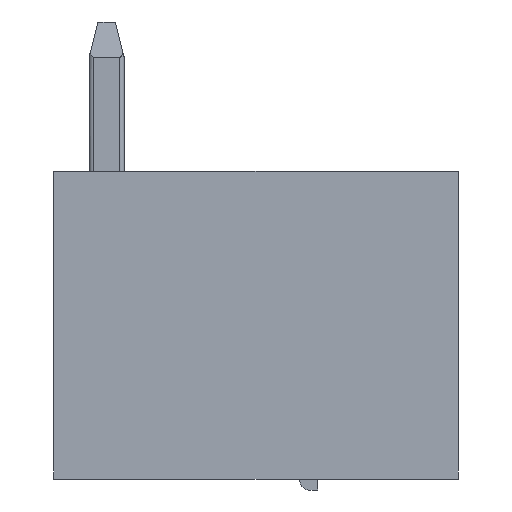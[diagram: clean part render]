
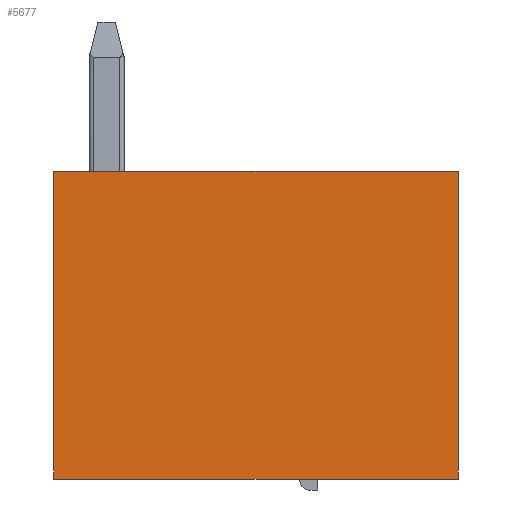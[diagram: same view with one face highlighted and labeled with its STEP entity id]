
A CAD part, front view. The second image highlights one B-rep face of the part: STEP entity #5677.
In plain terms, the highlighted planar face has unit normal (0, -1, 0).
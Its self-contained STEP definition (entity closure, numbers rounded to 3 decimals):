
#74=DIRECTION('',(0.,0.,1.));
#75=VECTOR('',#74,7.);
#76=CARTESIAN_POINT('',(0.,-4.51,-7.));
#77=LINE('',#76,#75);
#377=DIRECTION('',(0.,0.,1.));
#378=VECTOR('',#377,7.);
#379=CARTESIAN_POINT('',(9.2,-4.51,-7.));
#380=LINE('',#379,#378);
#1828=DIRECTION('',(-1.,0.,0.));
#1829=VECTOR('',#1828,9.2);
#1830=CARTESIAN_POINT('',(9.2,-4.51,0.));
#1831=LINE('',#1830,#1829);
#2011=DIRECTION('',(-1.,0.,0.));
#2012=VECTOR('',#2011,9.2);
#2013=CARTESIAN_POINT('',(9.2,-4.51,-7.));
#2014=LINE('',#2013,#2012);
#2932=CARTESIAN_POINT('',(9.2,-4.51,-7.));
#2933=CARTESIAN_POINT('',(9.2,-4.51,0.));
#2934=VERTEX_POINT('',#2932);
#2935=VERTEX_POINT('',#2933);
#2940=CARTESIAN_POINT('',(0.,-4.51,-7.));
#2941=CARTESIAN_POINT('',(0.,-4.51,0.));
#2942=VERTEX_POINT('',#2940);
#2943=VERTEX_POINT('',#2941);
#5666=CARTESIAN_POINT('',(9.2,-4.51,-7.));
#5667=DIRECTION('',(0.,1.,0.));
#5668=DIRECTION('',(0.,0.,1.));
#5669=AXIS2_PLACEMENT_3D('',#5666,#5667,#5668);
#5670=PLANE('',#5669);
#5671=ORIENTED_EDGE('',*,*,#3286,.F.);
#5672=ORIENTED_EDGE('',*,*,#3114,.T.);
#5673=ORIENTED_EDGE('',*,*,#3151,.T.);
#5674=ORIENTED_EDGE('',*,*,#5554,.F.);
#5675=EDGE_LOOP('',(#5671,#5672,#5673,#5674));
#5676=FACE_OUTER_BOUND('',#5675,.F.);
#5677=ADVANCED_FACE('',(#5676),#5670,.F.);
#3114=EDGE_CURVE('',#2934,#2942,#2014,.T.);
#3151=EDGE_CURVE('',#2942,#2943,#77,.T.);
#3286=EDGE_CURVE('',#2934,#2935,#380,.T.);
#5554=EDGE_CURVE('',#2935,#2943,#1831,.T.);
